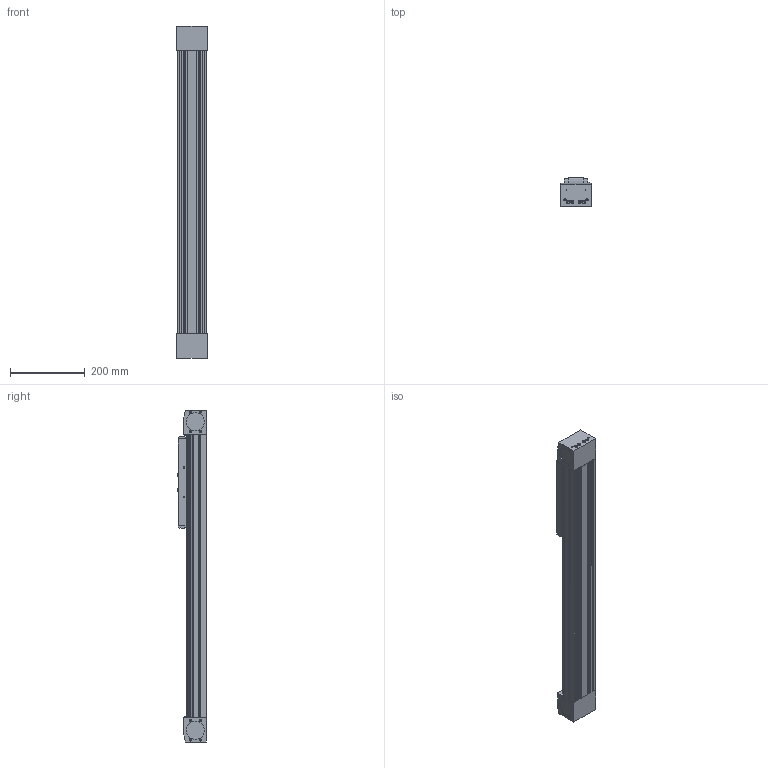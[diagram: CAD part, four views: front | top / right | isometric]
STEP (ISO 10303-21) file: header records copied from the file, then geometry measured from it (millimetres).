
FILE_DESCRIPTION(/* description */ ('STEP AP214'),/* implementation_level */ '2;1');
FILE_NAME(/* name */ '8041859_ELGA-TB-KF-80-500-0H',/* time_stamp */ '2024-08-27T17:45:13+02:00',/* author */ ('License CC BY-ND 4.0'),/* organization */ ('CADENAS'),/* preprocessor_version */ 'ST-DEVELOPER v19.3',/* originating_system */ 'PARTsolutions',/* authorisation */ ' ');
FILE_SCHEMA (('AUTOMOTIVE_DESIGN {1 0 10303 214 3 1 1}'));
Length unit declared in the file: millimetre
Products named in the file (6): 8041859 ELGA-TB-KF-80-500-0H---(0); 8024915 ELGA-TB-KF-80-500-0----(g); 8024915 ELGA-TB-KF-80(s); 8137184 ZBH-9-B; EGC-80-TB-KF__(CUP); DIN-915 - M6x8(F)
Assembly tree (12 placements, depth 2):
  8041859 ELGA-TB-KF-80-500-0H---(0)
    8024915 ELGA-TB-KF-80-500-0----(g)
    8024915 ELGA-TB-KF-80(s)
    8137184 ZBH-9-B  x2
    EGC-80-TB-KF__(CUP)  x4
    DIN-915 - M6x8(F)  x4
Bounding box: 82 x 78.3 x 886 mm (x, y, z)
Volume: 3320182.4 mm3; surface area: 657585.5 mm2
Topology: 12 solids, 12 shells, 696 faces, 1731 edges, 1122 vertices
Faces by surface type: plane 408, cylinder 194, cone 82, torus 12
Full cylindrical faces by diameter (mm): 3.242 x4, 4 x4, 4.134 x12, 4.917 x20, 5 x4, 6 x8, 8.5 x4, 9 x8, 16 x4, 16.5 x2, 45 x4, 48 x8
Entity records: 19699 total; most frequent: DIRECTION 3169, CARTESIAN_POINT 3153, ORIENTED_EDGE 2870, EDGE_CURVE 1435, AXIS2_PLACEMENT_3D 1086, VERTEX_POINT 1042, LINE 997, VECTOR 997
